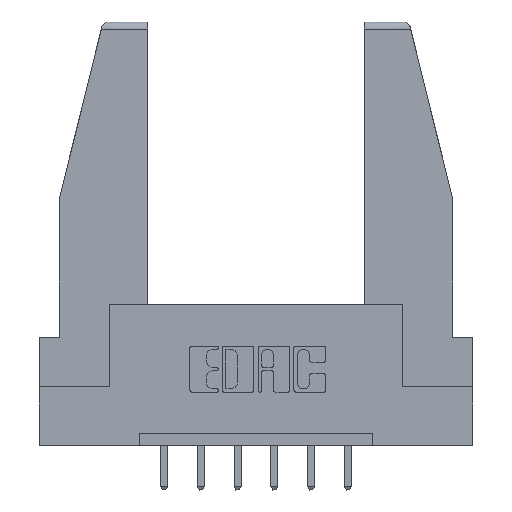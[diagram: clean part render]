
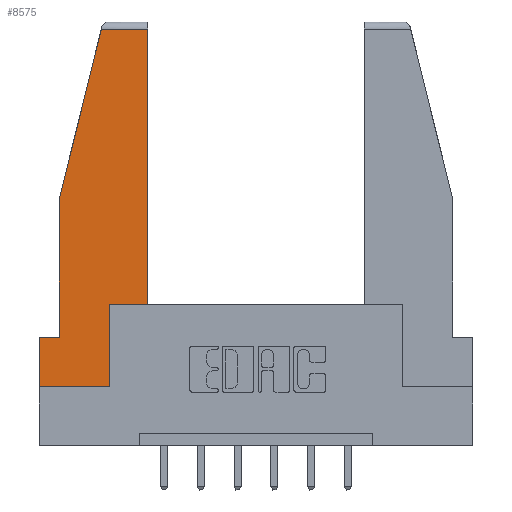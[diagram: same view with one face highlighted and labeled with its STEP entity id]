
A CAD part, top view. The second image highlights one B-rep face of the part: STEP entity #8575.
In plain terms, the highlighted planar face has unit normal (0, 0, 1).
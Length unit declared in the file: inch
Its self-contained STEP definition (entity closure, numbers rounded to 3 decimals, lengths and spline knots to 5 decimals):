
#43 = CARTESIAN_POINT ( 'NONE',  ( 0.086, 0.8, 0. ) ) ;
#140 = CARTESIAN_POINT ( 'NONE',  ( 0., 0., 0. ) ) ;
#320 = CARTESIAN_POINT ( 'NONE',  ( 0.297, 0., 0. ) ) ;
#378 = VECTOR ( 'NONE', #2982, 39.37008 ) ;
#457 = VECTOR ( 'NONE', #1126, 39.37008 ) ;
#516 = VERTEX_POINT ( 'NONE', #1453 ) ;
#630 = LINE ( 'NONE', #3481, #8984 ) ;
#941 = LINE ( 'NONE', #5174, #10571 ) ;
#971 = CARTESIAN_POINT ( 'NONE',  ( 0., 0.21, 0. ) ) ;
#1126 = DIRECTION ( 'NONE',  ( 0., 1., 0. ) ) ;
#1389 = CARTESIAN_POINT ( 'NONE',  ( 0.297, 0.223, 0. ) ) ;
#1453 = CARTESIAN_POINT ( 'NONE',  ( 0.461, 1.52, 0. ) ) ;
#1582 = VERTEX_POINT ( 'NONE', #11605 ) ;
#1681 = EDGE_CURVE ( 'NONE', #3351, #1582, #10128, .T. ) ;
#1813 = FACE_OUTER_BOUND ( 'NONE', #9249, .T. ) ;
#2083 = EDGE_CURVE ( 'NONE', #3107, #2583, #9719, .T. ) ;
#2551 = DIRECTION ( 'NONE',  ( 0., 0., 1. ) ) ;
#2583 = VERTEX_POINT ( 'NONE', #6537 ) ;
#2702 = EDGE_CURVE ( 'NONE', #1582, #5233, #9134, .T. ) ;
#2982 = DIRECTION ( 'NONE',  ( 0., 1., 0. ) ) ;
#3035 = CARTESIAN_POINT ( 'NONE',  ( 0.086, 0.21, 0. ) ) ;
#3107 = VERTEX_POINT ( 'NONE', #3035 ) ;
#3189 = CARTESIAN_POINT ( 'NONE',  ( 0.297, 0., 0. ) ) ;
#3204 = AXIS2_PLACEMENT_3D ( 'NONE', #5238, #2551, #6175 ) ;
#3351 = VERTEX_POINT ( 'NONE', #3189 ) ;
#3481 = CARTESIAN_POINT ( 'NONE',  ( 0., 0., 0. ) ) ;
#3585 = DIRECTION ( 'NONE',  ( -1., 0., 0. ) ) ;
#3684 = VERTEX_POINT ( 'NONE', #8742 ) ;
#3744 = CARTESIAN_POINT ( 'NONE',  ( 0.461, 0.223, 0. ) ) ;
#3815 = LINE ( 'NONE', #9744, #8622 ) ;
#3819 = ORIENTED_EDGE ( 'NONE', *, *, #1681, .T. ) ;
#3836 = ORIENTED_EDGE ( 'NONE', *, *, #5829, .T. ) ;
#3962 = VECTOR ( 'NONE', #3585, 39.37008 ) ;
#4022 = EDGE_CURVE ( 'NONE', #2583, #5206, #941, .T. ) ;
#4334 = DIRECTION ( 'NONE',  ( 1., 0., 0. ) ) ;
#4688 = EDGE_CURVE ( 'NONE', #5206, #3351, #630, .T. ) ;
#4701 = CARTESIAN_POINT ( 'NONE',  ( 0.461, 0.223, 0. ) ) ;
#4841 = VECTOR ( 'NONE', #8633, 39.37008 ) ;
#4953 = ORIENTED_EDGE ( 'NONE', *, *, #6253, .T. ) ;
#5149 = VECTOR ( 'NONE', #4334, 39.37008 ) ;
#5174 = CARTESIAN_POINT ( 'NONE',  ( 0., 0.21, 0. ) ) ;
#5206 = VERTEX_POINT ( 'NONE', #140 ) ;
#5233 = VERTEX_POINT ( 'NONE', #4701 ) ;
#5238 = CARTESIAN_POINT ( 'NONE',  ( 0., 0., 0. ) ) ;
#5565 = DIRECTION ( 'NONE',  ( -1., 0., 0. ) ) ;
#5764 = ORIENTED_EDGE ( 'NONE', *, *, #8318, .T. ) ;
#5829 = EDGE_CURVE ( 'NONE', #7866, #3107, #5977, .T. ) ;
#5977 = LINE ( 'NONE', #7692, #4841 ) ;
#6128 = DIRECTION ( 'NONE',  ( 0., -1., 0. ) ) ;
#6175 = DIRECTION ( 'NONE',  ( 1., 0., 0. ) ) ;
#6253 = EDGE_CURVE ( 'NONE', #5233, #516, #6420, .T. ) ;
#6359 = DIRECTION ( 'NONE',  ( 1., 0., 0. ) ) ;
#6414 = ORIENTED_EDGE ( 'NONE', *, *, #10542, .T. ) ;
#6420 = LINE ( 'NONE', #3744, #457 ) ;
#6489 = ORIENTED_EDGE ( 'NONE', *, *, #2083, .T. ) ;
#6537 = CARTESIAN_POINT ( 'NONE',  ( 0., 0.21, 0. ) ) ;
#6816 = LINE ( 'NONE', #10941, #3962 ) ;
#7692 = CARTESIAN_POINT ( 'NONE',  ( 0.086, 0.8, 0. ) ) ;
#7866 = VERTEX_POINT ( 'NONE', #43 ) ;
#7965 = ORIENTED_EDGE ( 'NONE', *, *, #4022, .T. ) ;
#8099 = PLANE ( 'NONE',  #3204 ) ;
#8318 = EDGE_CURVE ( 'NONE', #3684, #7866, #3815, .T. ) ;
#8575 = ADVANCED_FACE ( 'NONE', ( #1813 ), #8099, .T. ) ;
#8622 = VECTOR ( 'NONE', #8904, 39.37008 ) ;
#8633 = DIRECTION ( 'NONE',  ( 0., -1., 0. ) ) ;
#8742 = CARTESIAN_POINT ( 'NONE',  ( 0.2636, 1.52, 0. ) ) ;
#8794 = ORIENTED_EDGE ( 'NONE', *, *, #2702, .T. ) ;
#8904 = DIRECTION ( 'NONE',  ( -0.239, -0.971, 0. ) ) ;
#8984 = VECTOR ( 'NONE', #6359, 39.37008 ) ;
#9134 = LINE ( 'NONE', #1389, #5149 ) ;
#9249 = EDGE_LOOP ( 'NONE', ( #4953, #6414, #5764, #3836, #6489, #7965, #10076, #3819, #8794 ) ) ;
#9424 = VECTOR ( 'NONE', #5565, 39.37008 ) ;
#9719 = LINE ( 'NONE', #971, #9424 ) ;
#9744 = CARTESIAN_POINT ( 'NONE',  ( 0.271, 1.55, 0. ) ) ;
#10076 = ORIENTED_EDGE ( 'NONE', *, *, #4688, .T. ) ;
#10128 = LINE ( 'NONE', #320, #378 ) ;
#10542 = EDGE_CURVE ( 'NONE', #516, #3684, #6816, .T. ) ;
#10571 = VECTOR ( 'NONE', #6128, 39.37008 ) ;
#10941 = CARTESIAN_POINT ( 'NONE',  ( 0., 1.52, 0. ) ) ;
#11605 = CARTESIAN_POINT ( 'NONE',  ( 0.297, 0.223, 0. ) ) ;
